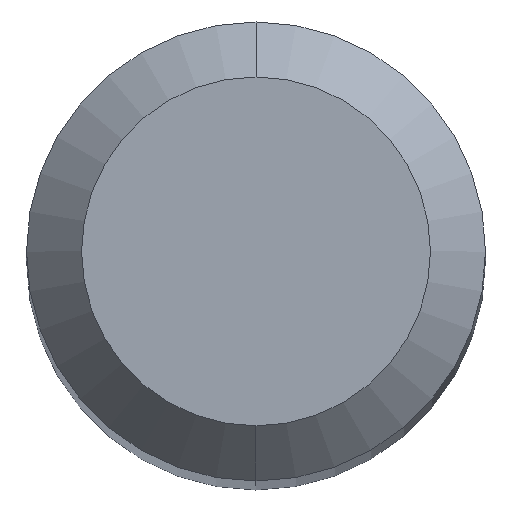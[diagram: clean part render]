
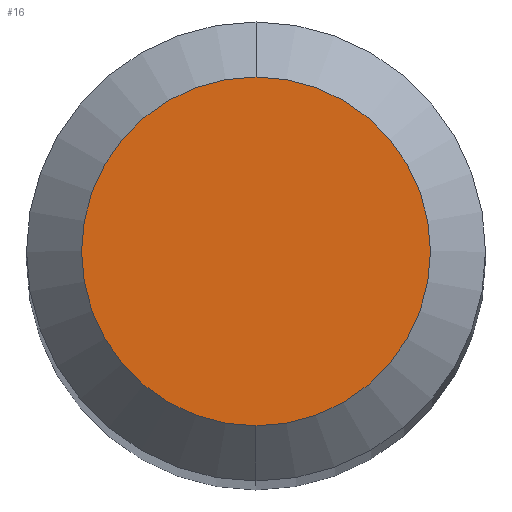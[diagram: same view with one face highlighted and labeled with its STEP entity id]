
A CAD part, top view. The second image highlights one B-rep face of the part: STEP entity #16.
In plain terms, the highlighted planar face has unit normal (0, 0, 1).
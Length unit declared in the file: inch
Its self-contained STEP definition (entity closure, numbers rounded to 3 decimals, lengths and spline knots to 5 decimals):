
#5 = ORIENTED_EDGE ( 'NONE', *, *, #89, .T. ) ;
#16 = ADVANCED_FACE ( 'NONE', ( #367 ), #165, .F. ) ;
#23 = AXIS2_PLACEMENT_3D ( 'NONE', #326, #166, #45 ) ;
#45 = DIRECTION ( 'NONE',  ( 0., 1., 0. ) ) ;
#49 = AXIS2_PLACEMENT_3D ( 'NONE', #429, #384, #508 ) ;
#70 = ORIENTED_EDGE ( 'NONE', *, *, #388, .T. ) ;
#73 = CARTESIAN_POINT ( 'NONE',  ( 0., -0.0475, 0. ) ) ;
#89 = EDGE_CURVE ( 'NONE', #495, #105, #132, .T. ) ;
#105 = VERTEX_POINT ( 'NONE', #73 ) ;
#111 = DIRECTION ( 'NONE',  ( 0., -1., 0. ) ) ;
#132 = CIRCLE ( 'NONE', #49, 0.0475 ) ;
#165 = PLANE ( 'NONE',  #23 ) ;
#166 = DIRECTION ( 'NONE',  ( 0., 0., -1. ) ) ;
#201 = CARTESIAN_POINT ( 'NONE',  ( 0., 0.0475, 0. ) ) ;
#222 = DIRECTION ( 'NONE',  ( 0., 0., 1. ) ) ;
#244 = AXIS2_PLACEMENT_3D ( 'NONE', #379, #222, #111 ) ;
#262 = CIRCLE ( 'NONE', #244, 0.0475 ) ;
#326 = CARTESIAN_POINT ( 'NONE',  ( 0., 0.0475, 0. ) ) ;
#367 = FACE_OUTER_BOUND ( 'NONE', #485, .T. ) ;
#379 = CARTESIAN_POINT ( 'NONE',  ( 0., 0., 0. ) ) ;
#384 = DIRECTION ( 'NONE',  ( 0., 0., 1. ) ) ;
#388 = EDGE_CURVE ( 'NONE', #105, #495, #262, .T. ) ;
#429 = CARTESIAN_POINT ( 'NONE',  ( 0., 0., 0. ) ) ;
#485 = EDGE_LOOP ( 'NONE', ( #5, #70 ) ) ;
#495 = VERTEX_POINT ( 'NONE', #201 ) ;
#508 = DIRECTION ( 'NONE',  ( 0., -1., 0. ) ) ;
